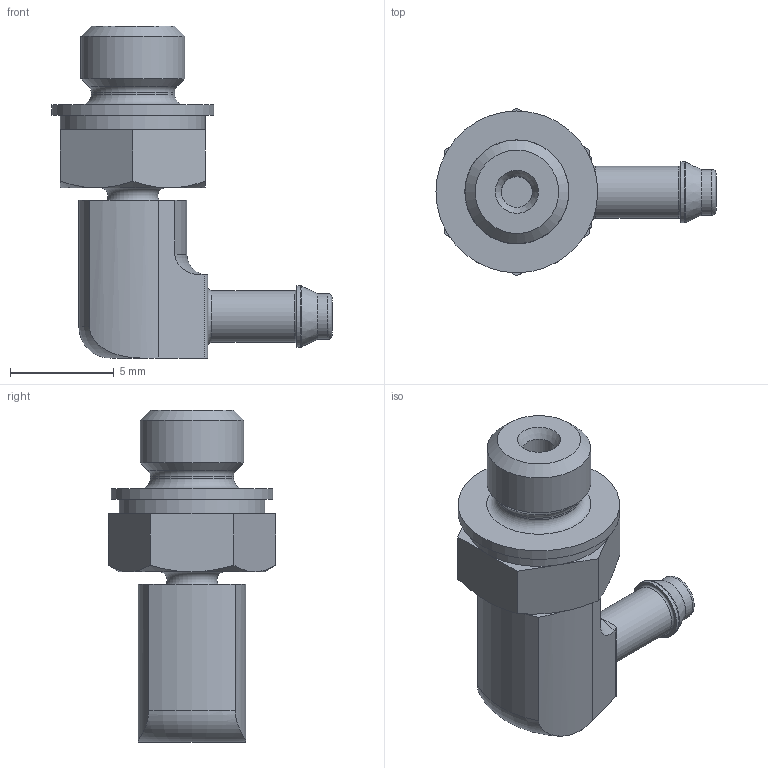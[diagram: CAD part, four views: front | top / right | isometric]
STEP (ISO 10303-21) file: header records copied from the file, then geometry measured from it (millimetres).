
FILE_DESCRIPTION(/* description */ ('STEP AP214'),/* implementation_level */ '2;1');
FILE_NAME(/* name */ '19523_LCN-M5-PK-2',/* time_stamp */ '2024-08-29T20:46:54+02:00',/* author */ ('License CC BY-ND 4.0'),/* organization */ ('CADENAS'),/* preprocessor_version */ 'ST-DEVELOPER v19.3',/* originating_system */ 'PARTsolutions',/* authorisation */ ' ');
FILE_SCHEMA (('AUTOMOTIVE_DESIGN {1 0 10303 214 3 1 1}'));
Length unit declared in the file: millimetre
Products named in the file (1): 19523 LCN-M5-PK-2
Bounding box: 13.5 x 8.08 x 16 mm (x, y, z)
Volume: 421.9 mm3; surface area: 593.5 mm2
Topology: 1 solids, 1 shells, 60 faces, 130 edges, 78 vertices
Faces by surface type: plane 26, cylinder 15, cone 10, torus 9
Full cylindrical faces by diameter (mm): 1.3 x1, 1.5 x1, 2.2 x1, 2.5 x1, 2.95 x1, 4.019 x1, 5 x1, 7 x1, 7.8 x1
Entity records: 1564 total; most frequent: CARTESIAN_POINT 312, DIRECTION 265, ORIENTED_EDGE 214, AXIS2_PLACEMENT_3D 114, EDGE_CURVE 107, EDGE_LOOP 89, FACE_BOUND 89, VERTEX_POINT 76
